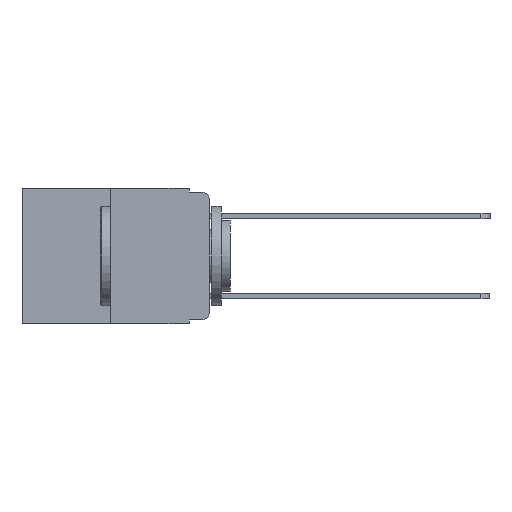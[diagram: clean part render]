
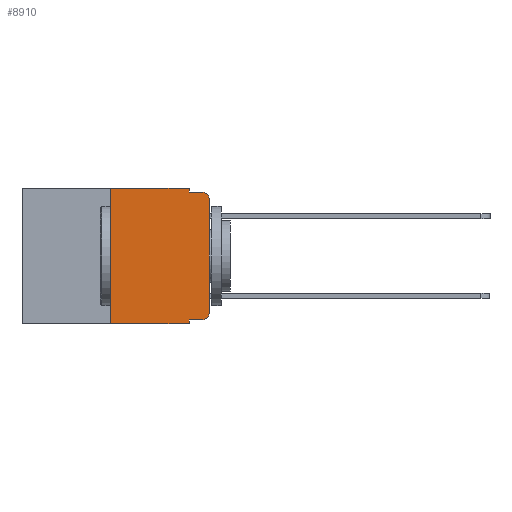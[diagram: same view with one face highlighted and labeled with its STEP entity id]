
A CAD part, left-side view. The second image highlights one B-rep face of the part: STEP entity #8910.
In plain terms, the highlighted planar face has unit normal (-1, 0, 0).
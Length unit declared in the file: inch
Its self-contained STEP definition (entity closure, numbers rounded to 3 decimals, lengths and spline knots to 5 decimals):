
#35 = VECTOR ( 'NONE', #11030, 39.37008 ) ;
#283 = CARTESIAN_POINT ( 'NONE',  ( 0., 0.051, -0.333 ) ) ;
#417 = VECTOR ( 'NONE', #1321, 39.37008 ) ;
#463 = VERTEX_POINT ( 'NONE', #18399 ) ;
#789 = EDGE_CURVE ( 'NONE', #463, #19447, #2527, .T. ) ;
#1321 = DIRECTION ( 'NONE',  ( 0., -1., 0. ) ) ;
#1387 = DIRECTION ( 'NONE',  ( 0., 0., -1. ) ) ;
#1454 = LINE ( 'NONE', #9013, #417 ) ;
#1550 = EDGE_CURVE ( 'NONE', #8202, #463, #13380, .T. ) ;
#1611 = DIRECTION ( 'NONE',  ( 0., 0., 1. ) ) ;
#1704 = EDGE_CURVE ( 'NONE', #5946, #13288, #15437, .T. ) ;
#2527 = LINE ( 'NONE', #17103, #10608 ) ;
#2711 = CARTESIAN_POINT ( 'NONE',  ( 0., 0., -0.313 ) ) ;
#3453 = VERTEX_POINT ( 'NONE', #16896 ) ;
#4013 = ORIENTED_EDGE ( 'NONE', *, *, #7470, .F. ) ;
#4401 = EDGE_CURVE ( 'NONE', #3453, #5078, #5797, .T. ) ;
#4587 = EDGE_CURVE ( 'NONE', #5078, #13625, #14376, .T. ) ;
#4669 = CARTESIAN_POINT ( 'NONE',  ( 0., 0., 0. ) ) ;
#4793 = LINE ( 'NONE', #283, #35 ) ;
#5078 = VERTEX_POINT ( 'NONE', #2711 ) ;
#5081 = DIRECTION ( 'NONE',  ( 0., 0., -1. ) ) ;
#5625 = CARTESIAN_POINT ( 'NONE',  ( 0., 0.473, 0. ) ) ;
#5665 = VECTOR ( 'NONE', #18376, 39.37008 ) ;
#5797 = CIRCLE ( 'NONE', #8313, 0.02 ) ;
#5829 = CARTESIAN_POINT ( 'NONE',  ( 0., 0.02, -0.313 ) ) ;
#5946 = VERTEX_POINT ( 'NONE', #9060 ) ;
#6083 = DIRECTION ( 'NONE',  ( 0., -1., 0. ) ) ;
#6185 = EDGE_CURVE ( 'NONE', #12086, #14261, #17092, .T. ) ;
#6225 = DIRECTION ( 'NONE',  ( 0., 0., 1. ) ) ;
#6498 = VECTOR ( 'NONE', #6225, 39.37008 ) ;
#7134 = DIRECTION ( 'NONE',  ( 0., 0., -1. ) ) ;
#7326 = DIRECTION ( 'NONE',  ( 0., 0., -1. ) ) ;
#7470 = EDGE_CURVE ( 'NONE', #19447, #5946, #17508, .T. ) ;
#7575 = VECTOR ( 'NONE', #6083, 39.37008 ) ;
#7579 = ORIENTED_EDGE ( 'NONE', *, *, #4587, .T. ) ;
#8043 = EDGE_LOOP ( 'NONE', ( #7579, #17307, #14295, #4013, #8998, #10383, #17099, #17563, #12027, #16401 ) ) ;
#8089 = CARTESIAN_POINT ( 'NONE',  ( 0., 0.051, 0. ) ) ;
#8159 = CARTESIAN_POINT ( 'NONE',  ( 0., 0.02, -0.01 ) ) ;
#8202 = VERTEX_POINT ( 'NONE', #8596 ) ;
#8313 = AXIS2_PLACEMENT_3D ( 'NONE', #5829, #16189, #7326 ) ;
#8596 = CARTESIAN_POINT ( 'NONE',  ( 0., 0.25, -0.343 ) ) ;
#8910 = ADVANCED_FACE ( 'NONE', ( #18849 ), #15938, .F. ) ;
#8998 = ORIENTED_EDGE ( 'NONE', *, *, #789, .F. ) ;
#9013 = CARTESIAN_POINT ( 'NONE',  ( 0., 0.473, -0.343 ) ) ;
#9060 = CARTESIAN_POINT ( 'NONE',  ( 0., 0.051, -0.01 ) ) ;
#9435 = VECTOR ( 'NONE', #1611, 39.37008 ) ;
#10383 = ORIENTED_EDGE ( 'NONE', *, *, #1550, .F. ) ;
#10447 = CARTESIAN_POINT ( 'NONE',  ( 0., 0.051, -0.343 ) ) ;
#10549 = DIRECTION ( 'NONE',  ( -1., 0., 0. ) ) ;
#10608 = VECTOR ( 'NONE', #19174, 39.37008 ) ;
#11030 = DIRECTION ( 'NONE',  ( 0., -1., 0. ) ) ;
#11488 = AXIS2_PLACEMENT_3D ( 'NONE', #5625, #15998, #7134 ) ;
#11517 = EDGE_CURVE ( 'NONE', #13625, #13288, #18562, .T. ) ;
#11909 = CARTESIAN_POINT ( 'NONE',  ( 0., 0., -0.03 ) ) ;
#12027 = ORIENTED_EDGE ( 'NONE', *, *, #19566, .T. ) ;
#12086 = VERTEX_POINT ( 'NONE', #16940 ) ;
#12226 = CARTESIAN_POINT ( 'NONE',  ( 0., 0.051, 0. ) ) ;
#12643 = CARTESIAN_POINT ( 'NONE',  ( 0., 0.051, -0.01 ) ) ;
#13090 = CARTESIAN_POINT ( 'NONE',  ( 0., 0.25, 0. ) ) ;
#13288 = VERTEX_POINT ( 'NONE', #8159 ) ;
#13380 = LINE ( 'NONE', #13090, #9435 ) ;
#13625 = VERTEX_POINT ( 'NONE', #11909 ) ;
#13631 = VECTOR ( 'NONE', #5081, 39.37008 ) ;
#14027 = CARTESIAN_POINT ( 'NONE',  ( 0., 0.051, 0. ) ) ;
#14261 = VERTEX_POINT ( 'NONE', #10447 ) ;
#14295 = ORIENTED_EDGE ( 'NONE', *, *, #1704, .F. ) ;
#14376 = LINE ( 'NONE', #4669, #6498 ) ;
#15437 = LINE ( 'NONE', #12643, #7575 ) ;
#15938 = PLANE ( 'NONE',  #11488 ) ;
#15998 = DIRECTION ( 'NONE',  ( 1., 0., 0. ) ) ;
#16110 = EDGE_CURVE ( 'NONE', #8202, #14261, #1454, .T. ) ;
#16189 = DIRECTION ( 'NONE',  ( -1., 0., 0. ) ) ;
#16401 = ORIENTED_EDGE ( 'NONE', *, *, #4401, .T. ) ;
#16896 = CARTESIAN_POINT ( 'NONE',  ( 0., 0.02, -0.333 ) ) ;
#16940 = CARTESIAN_POINT ( 'NONE',  ( 0., 0.051, -0.333 ) ) ;
#17092 = LINE ( 'NONE', #14027, #13631 ) ;
#17099 = ORIENTED_EDGE ( 'NONE', *, *, #16110, .T. ) ;
#17103 = CARTESIAN_POINT ( 'NONE',  ( 0., 0.473, 0. ) ) ;
#17307 = ORIENTED_EDGE ( 'NONE', *, *, #11517, .T. ) ;
#17508 = LINE ( 'NONE', #8089, #5665 ) ;
#17563 = ORIENTED_EDGE ( 'NONE', *, *, #6185, .F. ) ;
#18106 = AXIS2_PLACEMENT_3D ( 'NONE', #19406, #10549, #1387 ) ;
#18376 = DIRECTION ( 'NONE',  ( 0., 0., -1. ) ) ;
#18399 = CARTESIAN_POINT ( 'NONE',  ( 0., 0.25, 0. ) ) ;
#18562 = CIRCLE ( 'NONE', #18106, 0.02 ) ;
#18849 = FACE_OUTER_BOUND ( 'NONE', #8043, .T. ) ;
#19174 = DIRECTION ( 'NONE',  ( 0., -1., 0. ) ) ;
#19406 = CARTESIAN_POINT ( 'NONE',  ( 0., 0.02, -0.03 ) ) ;
#19447 = VERTEX_POINT ( 'NONE', #12226 ) ;
#19566 = EDGE_CURVE ( 'NONE', #12086, #3453, #4793, .T. ) ;
